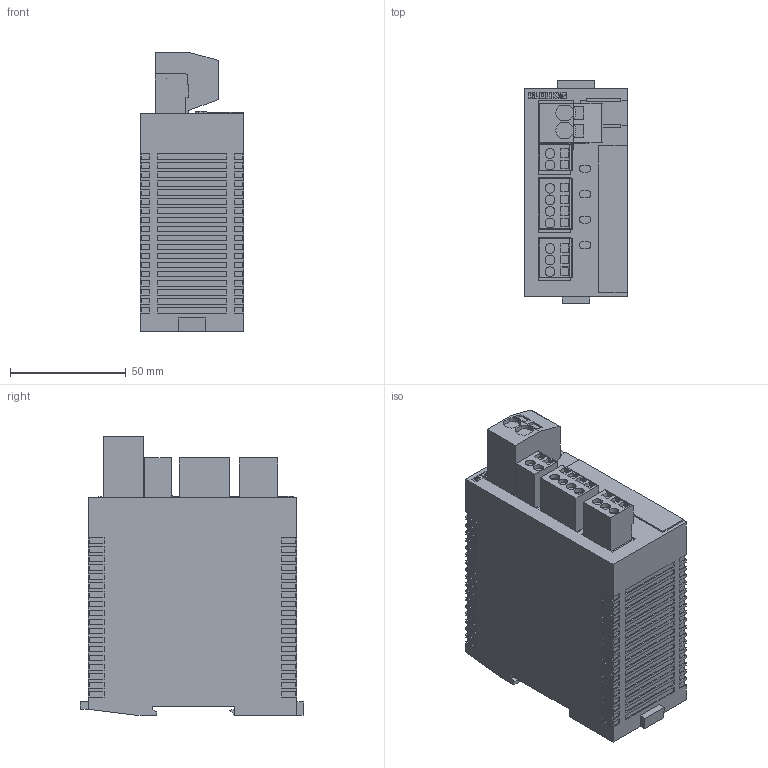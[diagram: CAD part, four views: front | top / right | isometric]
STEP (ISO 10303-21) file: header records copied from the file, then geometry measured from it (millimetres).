
FILE_DESCRIPTION (( 'STEP AP214' ), '1' );
FILE_NAME ('224341.STEP', '2020-06-25T11:10:22', ( '' ), ( '' ), 'SwSTEP 2.0', 'SolidWorks 2018', '' );
FILE_SCHEMA (( 'AUTOMOTIVE_DESIGN' ));
Length unit declared in the file: millimetre
Products named in the file (1): 224341
Bounding box: 44.8 x 96.5 x 120.4 mm (x, y, z)
Volume: 392257.6 mm3; surface area: 42558.3 mm2
Topology: 1 solids, 1 shells, 1040 faces, 2866 edges, 1910 vertices
Faces by surface type: plane 992, cylinder 48
Entity records: 32500 total; most frequent: CARTESIAN_POINT 5829, ORIENTED_EDGE 5732, DIRECTION 5036, EDGE_CURVE 2866, LINE 2770, VECTOR 2770, VERTEX_POINT 1910, AXIS2_PLACEMENT_3D 1133
